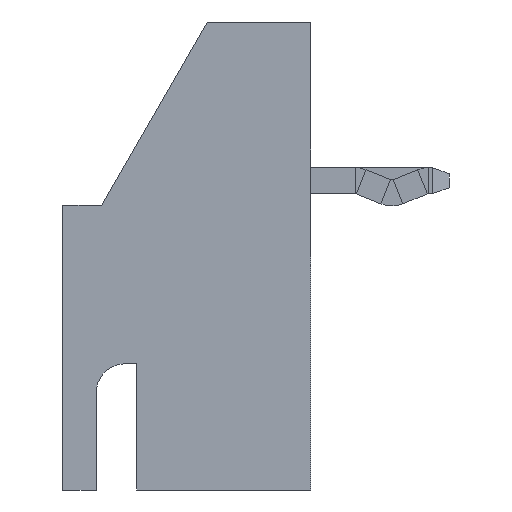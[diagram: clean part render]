
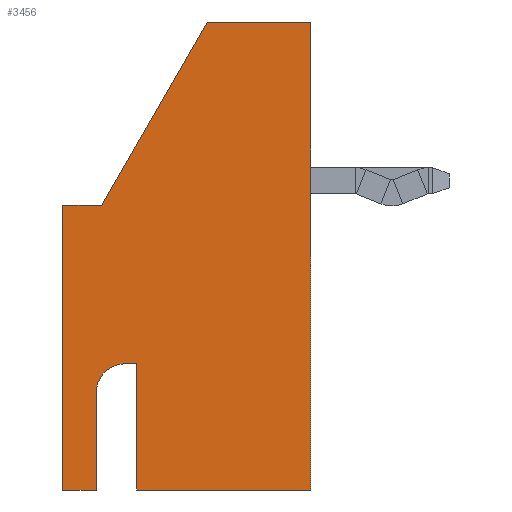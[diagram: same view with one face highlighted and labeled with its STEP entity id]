
A CAD part, left-side view. The second image highlights one B-rep face of the part: STEP entity #3456.
In plain terms, the highlighted face is planar.
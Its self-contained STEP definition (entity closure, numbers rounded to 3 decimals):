
#19 = EDGE_CURVE ( 'NONE', #4760, #4411, #771, .T. ) ;
#190 = CARTESIAN_POINT ( 'NONE',  ( 8.7, 5.275, 0. ) ) ;
#193 = EDGE_CURVE ( 'NONE', #3496, #220, #883, .T. ) ;
#220 = VERTEX_POINT ( 'NONE', #4300 ) ;
#238 = CARTESIAN_POINT ( 'NONE',  ( 8.7, 0., -7. ) ) ;
#267 = DIRECTION ( 'NONE',  ( 0., 1., 0. ) ) ;
#278 = VECTOR ( 'NONE', #2706, 1000. ) ;
#320 = EDGE_CURVE ( 'NONE', #220, #2718, #3082, .T. ) ;
#343 = LINE ( 'NONE', #4444, #1960 ) ;
#414 = ORIENTED_EDGE ( 'NONE', *, *, #4613, .T. ) ;
#459 = ORIENTED_EDGE ( 'NONE', *, *, #2479, .F. ) ;
#493 = CIRCLE ( 'NONE', #893, 0.7 ) ;
#674 = PLANE ( 'NONE',  #1249 ) ;
#725 = CARTESIAN_POINT ( 'NONE',  ( 8.7, 2.55, -11.5 ) ) ;
#771 = LINE ( 'NONE', #2586, #4317 ) ;
#853 = DIRECTION ( 'NONE',  ( 0., -1., 0. ) ) ;
#864 = ORIENTED_EDGE ( 'NONE', *, *, #19, .F. ) ;
#883 = LINE ( 'NONE', #1814, #2265 ) ;
#893 = AXIS2_PLACEMENT_3D ( 'NONE', #2527, #4886, #3775 ) ;
#1050 = DIRECTION ( 'NONE',  ( 0., 1., 0. ) ) ;
#1198 = CARTESIAN_POINT ( 'NONE',  ( 8.7, 2.55, -11.5 ) ) ;
#1202 = VERTEX_POINT ( 'NONE', #2235 ) ;
#1249 = AXIS2_PLACEMENT_3D ( 'NONE', #3403, #2962, #4132 ) ;
#1252 = CARTESIAN_POINT ( 'NONE',  ( 8.7, 4.275, -3.1 ) ) ;
#1393 = VERTEX_POINT ( 'NONE', #1198 ) ;
#1394 = LINE ( 'NONE', #1925, #2296 ) ;
#1397 = CARTESIAN_POINT ( 'NONE',  ( 8.7, 4.575, -3.1 ) ) ;
#1814 = CARTESIAN_POINT ( 'NONE',  ( 8.7, 6.1, 0. ) ) ;
#1862 = CARTESIAN_POINT ( 'NONE',  ( 8.7, 4.275, -3.1 ) ) ;
#1912 = DIRECTION ( 'NONE',  ( 0., 0., -1. ) ) ;
#1925 = CARTESIAN_POINT ( 'NONE',  ( 8.7, 5.275, 0. ) ) ;
#1960 = VECTOR ( 'NONE', #3229, 1000. ) ;
#1970 = VECTOR ( 'NONE', #853, 1000. ) ;
#1982 = EDGE_CURVE ( 'NONE', #2273, #1393, #4040, .T. ) ;
#2038 = ORIENTED_EDGE ( 'NONE', *, *, #4366, .F. ) ;
#2235 = CARTESIAN_POINT ( 'NONE',  ( 8.7, 4.275, 0. ) ) ;
#2265 = VECTOR ( 'NONE', #3827, 1000. ) ;
#2273 = VERTEX_POINT ( 'NONE', #3012 ) ;
#2284 = ORIENTED_EDGE ( 'NONE', *, *, #2785, .T. ) ;
#2296 = VECTOR ( 'NONE', #3502, 1000. ) ;
#2340 = EDGE_LOOP ( 'NONE', ( #4643, #459, #2038, #864, #2461, #2284, #414, #2380, #3007, #4651, #3361 ) ) ;
#2380 = ORIENTED_EDGE ( 'NONE', *, *, #1982, .T. ) ;
#2419 = VECTOR ( 'NONE', #4556, 1000. ) ;
#2461 = ORIENTED_EDGE ( 'NONE', *, *, #2546, .F. ) ;
#2479 = EDGE_CURVE ( 'NONE', #3872, #2718, #1394, .T. ) ;
#2487 = DIRECTION ( 'NONE',  ( 0., 1., 0. ) ) ;
#2527 = CARTESIAN_POINT ( 'NONE',  ( 8.7, 4.575, -2.4 ) ) ;
#2546 = EDGE_CURVE ( 'NONE', #1202, #4760, #2902, .T. ) ;
#2586 = CARTESIAN_POINT ( 'NONE',  ( 8.7, 4.575, -3.1 ) ) ;
#2706 = DIRECTION ( 'NONE',  ( 0., 0.5, 0.866 ) ) ;
#2718 = VERTEX_POINT ( 'NONE', #190 ) ;
#2785 = EDGE_CURVE ( 'NONE', #1202, #4538, #343, .T. ) ;
#2820 = CARTESIAN_POINT ( 'NONE',  ( 8.7, 0., 0. ) ) ;
#2902 = LINE ( 'NONE', #1862, #4119 ) ;
#2962 = DIRECTION ( 'NONE',  ( -1., 0., 0. ) ) ;
#2969 = CARTESIAN_POINT ( 'NONE',  ( 8.7, 5.275, -2.4 ) ) ;
#3007 = ORIENTED_EDGE ( 'NONE', *, *, #3541, .T. ) ;
#3012 = CARTESIAN_POINT ( 'NONE',  ( 8.7, 0., -11.5 ) ) ;
#3037 = CARTESIAN_POINT ( 'NONE',  ( 8.7, 6.1, -7. ) ) ;
#3082 = LINE ( 'NONE', #2820, #1970 ) ;
#3126 = VECTOR ( 'NONE', #267, 1000. ) ;
#3229 = DIRECTION ( 'NONE',  ( 0., -1., 0. ) ) ;
#3276 = VERTEX_POINT ( 'NONE', #4419 ) ;
#3361 = ORIENTED_EDGE ( 'NONE', *, *, #193, .T. ) ;
#3403 = CARTESIAN_POINT ( 'NONE',  ( 8.7, 0., 0. ) ) ;
#3456 = ADVANCED_FACE ( 'NONE', ( #3989 ), #674, .F. ) ;
#3496 = VERTEX_POINT ( 'NONE', #3037 ) ;
#3502 = DIRECTION ( 'NONE',  ( 0., 0., 1. ) ) ;
#3541 = EDGE_CURVE ( 'NONE', #1393, #3276, #3747, .T. ) ;
#3747 = LINE ( 'NONE', #725, #278 ) ;
#3775 = DIRECTION ( 'NONE',  ( 0., 0., -1. ) ) ;
#3812 = EDGE_CURVE ( 'NONE', #3276, #3496, #4947, .T. ) ;
#3827 = DIRECTION ( 'NONE',  ( 0., 0., 1. ) ) ;
#3872 = VERTEX_POINT ( 'NONE', #2969 ) ;
#3930 = VECTOR ( 'NONE', #2487, 1000. ) ;
#3989 = FACE_OUTER_BOUND ( 'NONE', #2340, .T. ) ;
#4040 = LINE ( 'NONE', #4486, #3126 ) ;
#4119 = VECTOR ( 'NONE', #1912, 1000. ) ;
#4132 = DIRECTION ( 'NONE',  ( 0., 0., 1. ) ) ;
#4300 = CARTESIAN_POINT ( 'NONE',  ( 8.7, 6.1, 0. ) ) ;
#4317 = VECTOR ( 'NONE', #1050, 1000. ) ;
#4338 = LINE ( 'NONE', #4873, #2419 ) ;
#4366 = EDGE_CURVE ( 'NONE', #4411, #3872, #493, .T. ) ;
#4411 = VERTEX_POINT ( 'NONE', #1397 ) ;
#4419 = CARTESIAN_POINT ( 'NONE',  ( 8.7, 5.148, -7. ) ) ;
#4444 = CARTESIAN_POINT ( 'NONE',  ( 8.7, 0., 0. ) ) ;
#4486 = CARTESIAN_POINT ( 'NONE',  ( 8.7, 0., -11.5 ) ) ;
#4538 = VERTEX_POINT ( 'NONE', #5017 ) ;
#4556 = DIRECTION ( 'NONE',  ( 0., 0., -1. ) ) ;
#4613 = EDGE_CURVE ( 'NONE', #4538, #2273, #4338, .T. ) ;
#4643 = ORIENTED_EDGE ( 'NONE', *, *, #320, .T. ) ;
#4651 = ORIENTED_EDGE ( 'NONE', *, *, #3812, .T. ) ;
#4760 = VERTEX_POINT ( 'NONE', #1252 ) ;
#4873 = CARTESIAN_POINT ( 'NONE',  ( 8.7, 0., 0. ) ) ;
#4886 = DIRECTION ( 'NONE',  ( 1., 0., 0. ) ) ;
#4947 = LINE ( 'NONE', #238, #3930 ) ;
#5017 = CARTESIAN_POINT ( 'NONE',  ( 8.7, 0., 0. ) ) ;
